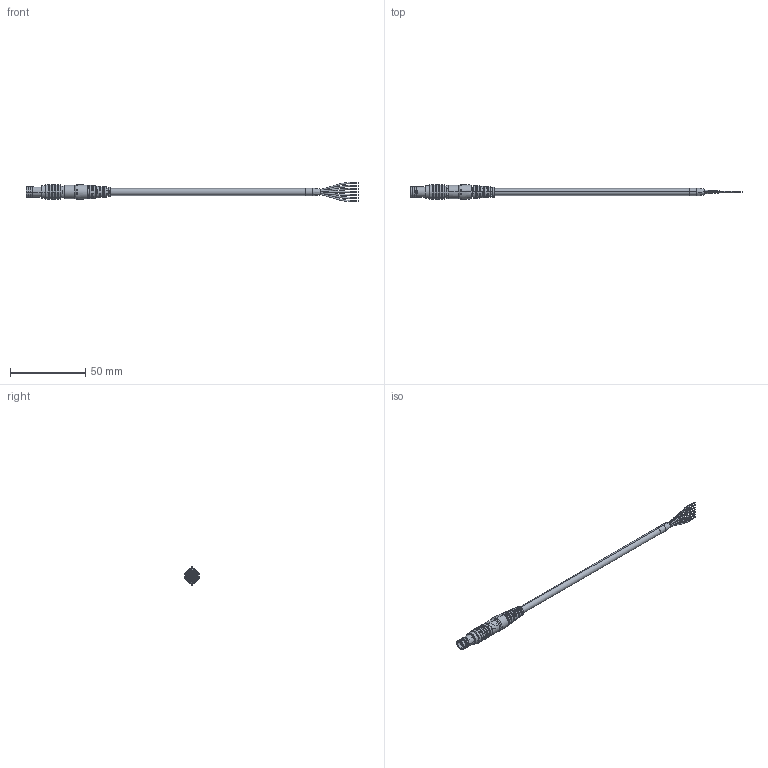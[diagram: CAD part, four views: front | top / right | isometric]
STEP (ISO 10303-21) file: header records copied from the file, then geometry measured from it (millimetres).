
FILE_DESCRIPTION (( 'STEP AP203' ), '1' );
FILE_NAME ('10-02266_revA.STEP', '2018-04-19T23:22:12', ( '' ), ( '' ), 'SwSTEP 2.0', 'SolidWorks 2015', '' );
FILE_SCHEMA (( 'CONFIG_CONTROL_DESIGN' ));
Length unit declared in the file: millimetre
Products named in the file (11): PPL7-split insert 2-male; PPL7-collet-52; 51-00025.M; 10-02266_revA; PPL7-collet nut-SR; PPL7-outer shell-plug; PPL7-latch sleeve-plug; PPL7-7P insulator-male; 30-00672_s + t; 24-00206; PPL7-split insert 1-male
Assembly tree (10 placements, depth 3):
  10-02266_revA
    30-00672_s + t
    24-00206
    51-00025.M
      PPL7-7P insulator-male
      PPL7-split insert 1-male
      PPL7-split insert 2-male
      PPL7-latch sleeve-plug
      PPL7-outer shell-plug
      PPL7-collet nut-SR
      PPL7-collet-52
Bounding box: 220.89 x 10 x 12.85 mm (x, y, z)
Volume: 5209.9 mm3; surface area: 19907.9 mm2
Topology: 173 solids, 173 shells, 1456 faces, 3176 edges, 2068 vertices
Faces by surface type: cylinder 564, plane 547, bspline 203, cone 77, torus 47, sphere 18
Entity records: 66130 total; most frequent: CARTESIAN_POINT 34596, ORIENTED_EDGE 6312, DIRECTION 6143, EDGE_CURVE 3156, AXIS2_PLACEMENT_3D 2546, VERTEX_POINT 2064, EDGE_LOOP 1514, ADVANCED_FACE 1456
